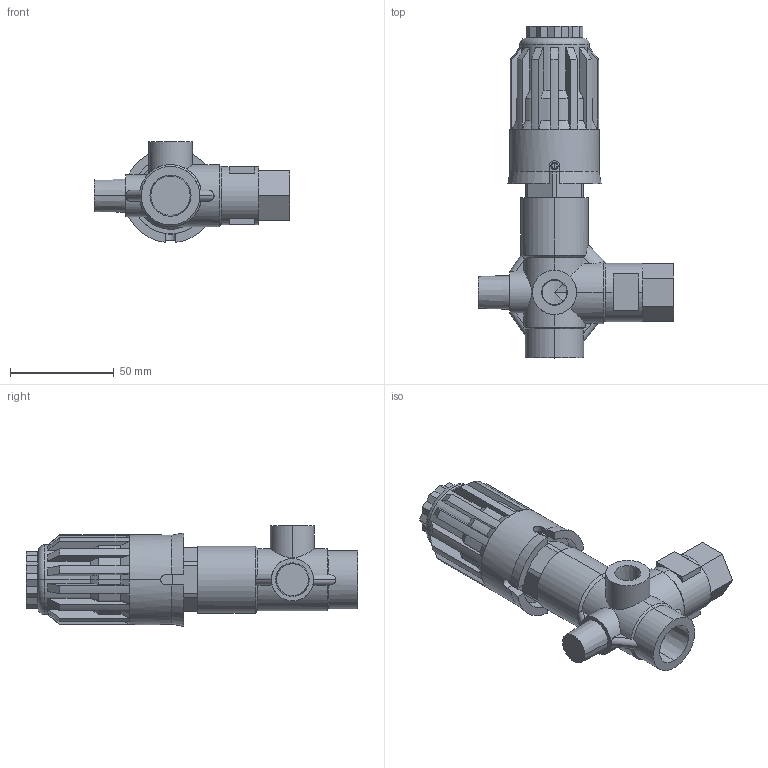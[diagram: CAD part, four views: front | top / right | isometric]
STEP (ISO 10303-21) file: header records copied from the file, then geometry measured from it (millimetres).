
FILE_DESCRIPTION (( 'STEP AP214' ), '1' );
FILE_NAME ('7630.STEP', '2014-01-27T15:06:56', ( '' ), ( '' ), 'SwSTEP 2.0', 'SolidWorks 2013', '' );
FILE_SCHEMA (( 'AUTOMOTIVE_DESIGN' ));
Length unit declared in the file: millimetre
Products named in the file (1): 7630
Bounding box: 94.36 x 159.83 x 48.5 mm (x, y, z)
Surface area: 37106.5 mm2 (no closed solid volume)
Topology: 0 solids, 16 shells, 243 faces, 734 edges, 497 vertices
Faces by surface type: plane 151, cylinder 65, cone 25, torus 2
Entity records: 11452 total; most frequent: CARTESIAN_POINT 2411, ORIENTED_EDGE 1276, DIRECTION 1258, EDGE_CURVE 734, VERTEX_POINT 497, VECTOR 488, LINE 488, AXIS2_PLACEMENT_3D 385
